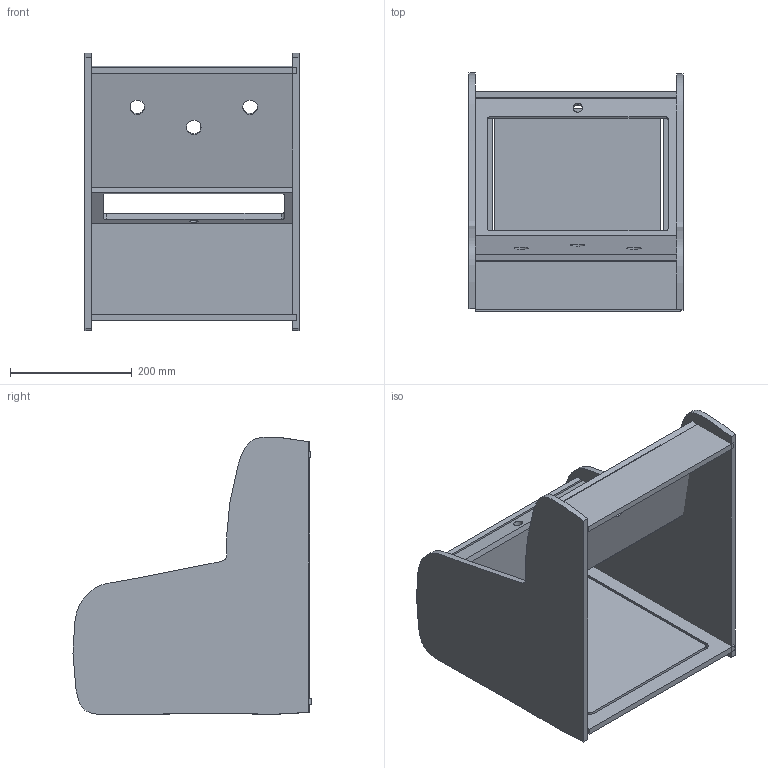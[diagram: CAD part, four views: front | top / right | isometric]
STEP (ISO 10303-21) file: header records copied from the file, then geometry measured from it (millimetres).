
FILE_DESCRIPTION(/* description */ (''),/* implementation_level */ '2;1');
FILE_NAME(/* name */ 'Assemble v8.step',/* time_stamp */ '2017-07-12T14:08:42+02:00',/* author */ (''),/* organization */ (''),/* preprocessor_version */ 'ST-DEVELOPER v16.13',/* originating_system */ 'Autodesk Translation Framework v6.1.1.50',/* authorisation */ '');
FILE_SCHEMA (('AUTOMOTIVE_DESIGN { 1 0 10303 214 3 1 1 }'));
Length unit declared in the file: millimetre
Products named in the file (7): Assemble v8; Screen v9; Face v3; Top v4; Back v6; Button v9; Side v6
Assembly tree (7 placements, depth 2):
  Assemble v8
    Screen v9
    Side v6  x2
    Face v3
    Top v4
    Back v6
    Button v9
Bounding box: 351.26 x 390.68 x 455.31 mm (x, y, z)
Volume: 5103772.5 mm3; surface area: 1147891.2 mm2
Topology: 8 solids, 8 shells, 68 faces, 156 edges, 104 vertices
Faces by surface type: plane 50, cylinder 16, bspline 2
Full cylindrical faces by diameter (mm): 15 x1, 24 x3
Entity records: 2154 total; most frequent: CARTESIAN_POINT 501, DIRECTION 330, ORIENTED_EDGE 292, EDGE_CURVE 146, LINE 112, VECTOR 112, AXIS2_PLACEMENT_3D 109, VERTEX_POINT 100
